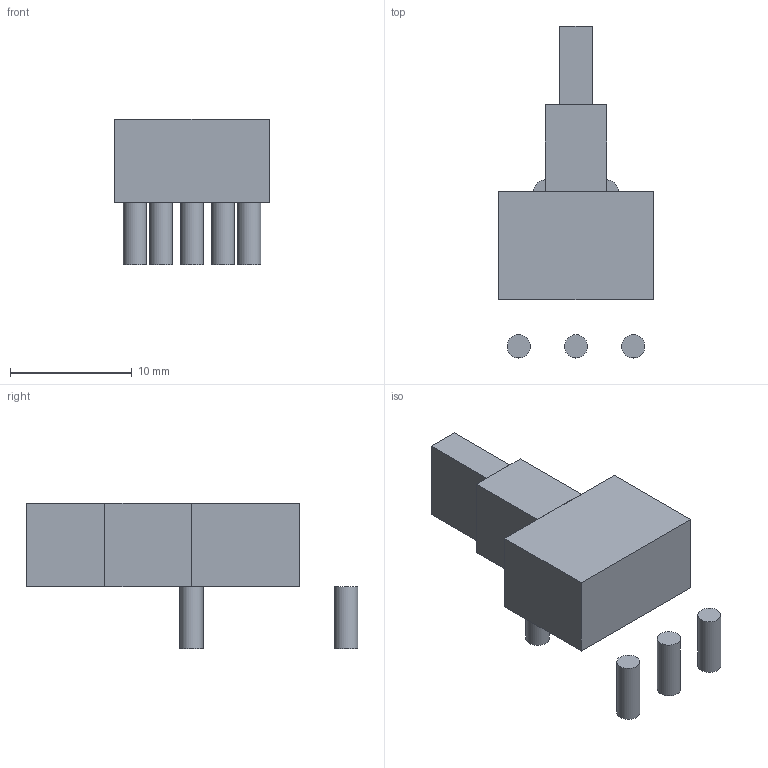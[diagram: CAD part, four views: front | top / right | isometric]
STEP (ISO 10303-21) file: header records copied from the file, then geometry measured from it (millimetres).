
FILE_DESCRIPTION(('FreeCAD Model'),'2;1');
FILE_NAME('572415.1.1.stp','2020-04-09T00:52:04',( 'Author'),(''),'Open CASCADE STEP processor 6.9','FreeCAD','Unknown' );
FILE_SCHEMA(('AUTOMOTIVE_DESIGN { 1 0 10303 214 1 1 1 1 }'));
Length unit declared in the file: millimetre
Products named in the file (3): ASSEMBLY; Body; Leads
Assembly tree (6 placements, depth 2):
  ASSEMBLY
    Body
    Leads  x5
Bounding box: 12.7 x 27.21 x 11.96 mm (x, y, z)
Volume: 1501.8 mm3; surface area: 1823.8 mm2
Topology: 28 solids, 28 shells, 93 faces, 111 edges, 74 vertices
Faces by surface type: plane 68, cylinder 25
Full cylindrical faces by diameter (mm): 1.9 x25
Entity records: 1538 total; most frequent: DIRECTION 243, CARTESIAN_POINT 227, LINE 133, VECTOR 133, ORIENTED_EDGE 102, PCURVE 102, DEFINITIONAL_REPRESENTATION 102, EDGE_CURVE 51
